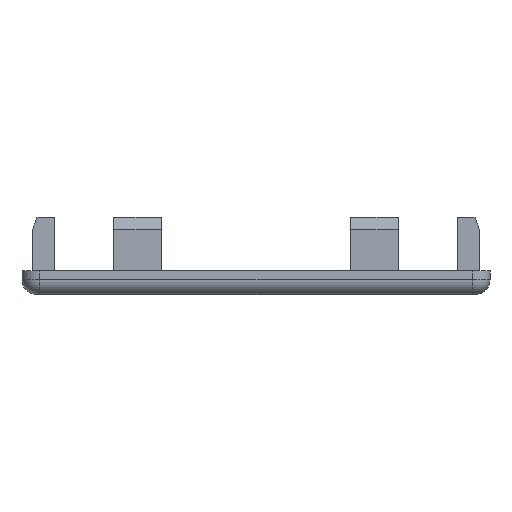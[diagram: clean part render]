
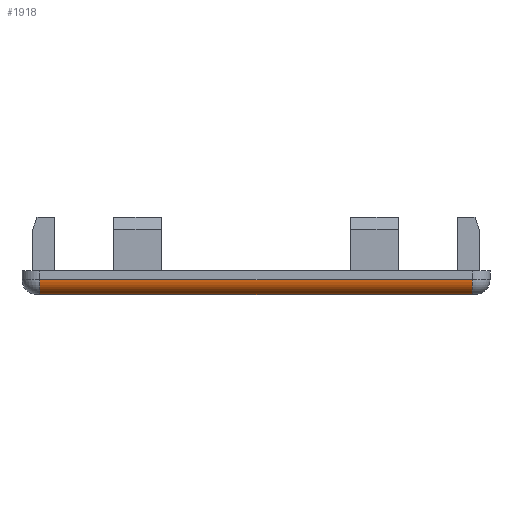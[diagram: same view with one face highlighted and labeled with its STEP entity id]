
A CAD part, left-side view. The second image highlights one B-rep face of the part: STEP entity #1918.
In plain terms, the highlighted cylindrical face has radius 2.5 mm (diameter 5 mm), a partial arc.
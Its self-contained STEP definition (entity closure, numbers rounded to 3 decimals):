
#205 = CARTESIAN_POINT ( 'NONE',  ( -20., -36.5, 2.5 ) ) ;
#595 = FACE_OUTER_BOUND ( 'NONE', #2083, .T. ) ;
#597 = CYLINDRICAL_SURFACE ( 'NONE', #2957, 2.5 ) ;
#909 = CIRCLE ( 'NONE', #1497, 2.5 ) ;
#910 = CIRCLE ( 'NONE', #1496, 2.5 ) ;
#927 = LINE ( 'NONE', #4014, #936 ) ;
#936 = VECTOR ( 'NONE', #4000, 1000. ) ;
#951 = LINE ( 'NONE', #3970, #953 ) ;
#953 = VECTOR ( 'NONE', #3994, 1000. ) ;
#1226 = VERTEX_POINT ( 'NONE', #4465 ) ;
#1237 = VERTEX_POINT ( 'NONE', #4457 ) ;
#1305 = VERTEX_POINT ( 'NONE', #4389 ) ;
#1457 = VERTEX_POINT ( 'NONE', #205 ) ;
#1496 = AXIS2_PLACEMENT_3D ( 'NONE', #3954, #3953, #3948 ) ;
#1497 = AXIS2_PLACEMENT_3D ( 'NONE', #3946, #3940, #3937 ) ;
#1918 = ADVANCED_FACE ( 'NONE', ( #595 ), #597, .T. ) ;
#2083 = EDGE_LOOP ( 'NONE', ( #2169, #2168, #2167, #2166 ) ) ;
#2166 = ORIENTED_EDGE ( 'NONE', *, *, #4125, .F. ) ;
#2167 = ORIENTED_EDGE ( 'NONE', *, *, #4108, .F. ) ;
#2168 = ORIENTED_EDGE ( 'NONE', *, *, #4136, .F. ) ;
#2169 = ORIENTED_EDGE ( 'NONE', *, *, #4109, .F. ) ;
#2819 = DIRECTION ( 'NONE',  ( 0., 1., 0. ) ) ;
#2822 = CARTESIAN_POINT ( 'NONE',  ( -17.5, 39.5, 2.5 ) ) ;
#2825 = DIRECTION ( 'NONE',  ( 0., 0., 1. ) ) ;
#2957 = AXIS2_PLACEMENT_3D ( 'NONE', #2822, #2819, #2825 ) ;
#3937 = DIRECTION ( 'NONE',  ( 0., 0., 1. ) ) ;
#3940 = DIRECTION ( 'NONE',  ( 0., 1., 0. ) ) ;
#3946 = CARTESIAN_POINT ( 'NONE',  ( -17.5, 36.5, 2.5 ) ) ;
#3948 = DIRECTION ( 'NONE',  ( 0., 0., -1. ) ) ;
#3953 = DIRECTION ( 'NONE',  ( 0., -1., 0. ) ) ;
#3954 = CARTESIAN_POINT ( 'NONE',  ( -17.5, -36.5, 2.5 ) ) ;
#3970 = CARTESIAN_POINT ( 'NONE',  ( -17.5, 36.5, 0. ) ) ;
#3994 = DIRECTION ( 'NONE',  ( 0., 1., 0. ) ) ;
#4000 = DIRECTION ( 'NONE',  ( 0., -1., 0. ) ) ;
#4014 = CARTESIAN_POINT ( 'NONE',  ( -20., -36.5, 2.5 ) ) ;
#4108 = EDGE_CURVE ( 'NONE', #1457, #1226, #910, .T. ) ;
#4109 = EDGE_CURVE ( 'NONE', #1237, #1305, #909, .T. ) ;
#4125 = EDGE_CURVE ( 'NONE', #1305, #1457, #927, .T. ) ;
#4136 = EDGE_CURVE ( 'NONE', #1226, #1237, #951, .T. ) ;
#4389 = CARTESIAN_POINT ( 'NONE',  ( -20., 36.5, 2.5 ) ) ;
#4457 = CARTESIAN_POINT ( 'NONE',  ( -17.5, 36.5, 0. ) ) ;
#4465 = CARTESIAN_POINT ( 'NONE',  ( -17.5, -36.5, 0. ) ) ;
